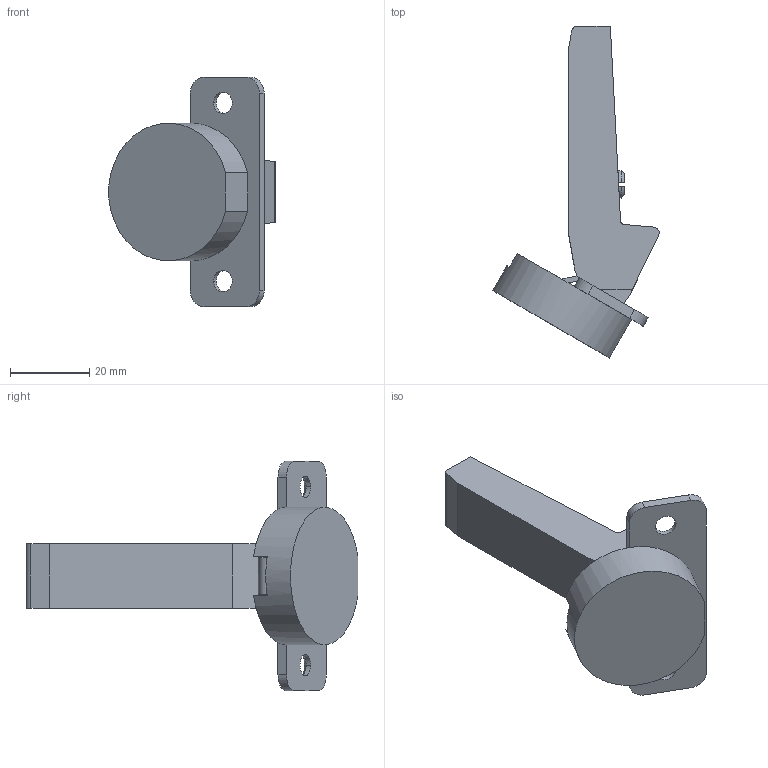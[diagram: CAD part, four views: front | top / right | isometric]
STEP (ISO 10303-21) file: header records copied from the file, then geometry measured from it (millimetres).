
FILE_DESCRIPTION((''),'2;1');
FILE_NAME('248-0G57-IMS','2022-12-21T09:48:36',('marino.prodan'),('Audax d.o.o.'),'CREO PARAMETRIC BY PTC INC, 2021304','CREO PARAMETRIC BY PTC INC, 2021304','');
FILE_SCHEMA(('AUTOMOTIVE_DESIGN { 1 0 10303 214 1 1 1 1 }'));
Length unit declared in the file: millimetre
Products named in the file (1): 248-0G57-IMS
Bounding box: 42.05 x 83.87 x 58 mm (x, y, z)
Volume: 23362.6 mm3; surface area: 12046.3 mm2
Topology: 1 solids, 1 shells, 179 faces, 540 edges, 367 vertices
Faces by surface type: plane 120, cylinder 46, cone 9, bspline 4
Entity records: 8537 total; most frequent: CARTESIAN_POINT 1562, ORIENTED_EDGE 1080, DIRECTION 994, PRESENTATION_STYLE_ASSIGNMENT 541, STYLED_ITEM 541, CURVE_STYLE 540, EDGE_CURVE 540, VERTEX_POINT 367
